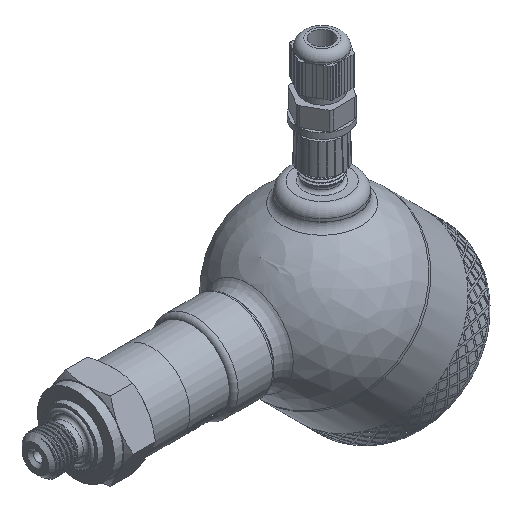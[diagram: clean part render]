
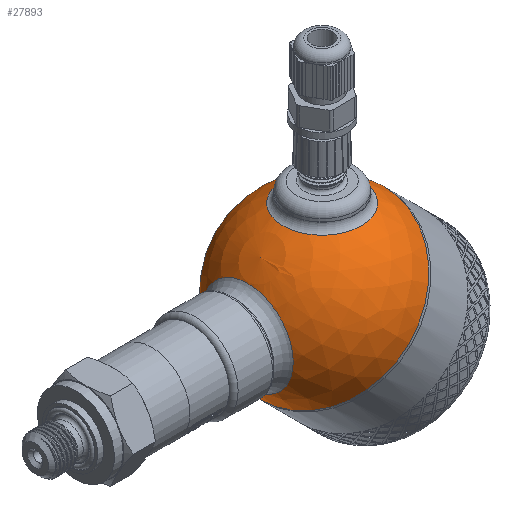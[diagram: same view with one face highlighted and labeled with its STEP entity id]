
A CAD part, isometric view. The second image highlights one B-rep face of the part: STEP entity #27893.
In plain terms, the highlighted spherical face has radius 30 mm.
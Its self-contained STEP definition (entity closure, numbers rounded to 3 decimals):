
#65=SPHERICAL_SURFACE('',#29577,30.);
#174=FACE_BOUND('',#3927,.T.);
#175=FACE_BOUND('',#3928,.T.);
#2152=FACE_OUTER_BOUND('',#3926,.T.);
#3926=EDGE_LOOP('',(#20278,#20279,#20280,#20281));
#3927=EDGE_LOOP('',(#20282));
#3928=EDGE_LOOP('',(#20283));
#5590=CIRCLE('',#29500,30.);
#5591=CIRCLE('',#29501,30.);
#5618=CIRCLE('',#29573,13.5);
#5621=CIRCLE('',#29578,30.);
#5622=CIRCLE('',#29579,15.643);
#11102=VERTEX_POINT('',#38443);
#11103=VERTEX_POINT('',#38445);
#11630=VERTEX_POINT('',#45209);
#11632=VERTEX_POINT('',#45216);
#11633=VERTEX_POINT('',#45218);
#14089=EDGE_CURVE('',#11102,#11103,#5590,.T.);
#14090=EDGE_CURVE('',#11103,#11102,#5591,.T.);
#14883=EDGE_CURVE('',#11630,#11630,#5618,.T.);
#14886=EDGE_CURVE('',#11103,#11632,#5621,.T.);
#14887=EDGE_CURVE('',#11633,#11633,#5622,.T.);
#20278=ORIENTED_EDGE('',*,*,#14090,.F.);
#20279=ORIENTED_EDGE('',*,*,#14886,.T.);
#20280=ORIENTED_EDGE('',*,*,#14886,.F.);
#20281=ORIENTED_EDGE('',*,*,#14089,.F.);
#20282=ORIENTED_EDGE('',*,*,#14887,.F.);
#20283=ORIENTED_EDGE('',*,*,#14883,.F.);
#27893=ADVANCED_FACE('',(#2152,#174,#175),#65,.T.);
#29500=AXIS2_PLACEMENT_3D('',#38446,#31046,#31047);
#29501=AXIS2_PLACEMENT_3D('',#38447,#31048,#31049);
#29573=AXIS2_PLACEMENT_3D('',#45210,#31470,#31471);
#29577=AXIS2_PLACEMENT_3D('',#45215,#31478,#31479);
#29578=AXIS2_PLACEMENT_3D('',#45217,#31480,#31481);
#29579=AXIS2_PLACEMENT_3D('',#45219,#31482,#31483);
#31046=DIRECTION('center_axis',(1.,0.,0.));
#31047=DIRECTION('ref_axis',(0.,1.,0.));
#31048=DIRECTION('center_axis',(1.,0.,0.));
#31049=DIRECTION('ref_axis',(0.,1.,0.));
#31470=DIRECTION('center_axis',(-0.707,0.,-0.707));
#31471=DIRECTION('ref_axis',(-0.707,0.,0.707));
#31478=DIRECTION('center_axis',(1.,0.,0.));
#31479=DIRECTION('ref_axis',(0.,-1.,0.));
#31480=DIRECTION('center_axis',(0.,0.,1.));
#31481=DIRECTION('ref_axis',(0.,1.,0.));
#31482=DIRECTION('center_axis',(-0.707,0.,0.707));
#31483=DIRECTION('ref_axis',(0.707,0.,0.707));
#38443=CARTESIAN_POINT('',(0.,-30.,0.));
#38445=CARTESIAN_POINT('',(0.,30.,0.));
#38446=CARTESIAN_POINT('Origin',(0.,0.,0.));
#38447=CARTESIAN_POINT('Origin',(0.,0.,0.));
#45209=CARTESIAN_POINT('',(-9.398,0.,-28.49));
#45210=CARTESIAN_POINT('Origin',(-18.944,0.,-18.944));
#45215=CARTESIAN_POINT('Origin',(0.,0.,0.));
#45216=CARTESIAN_POINT('',(-30.,0.,0.));
#45217=CARTESIAN_POINT('Origin',(0.,0.,0.));
#45218=CARTESIAN_POINT('',(-29.162,0.,7.04));
#45219=CARTESIAN_POINT('Origin',(-18.101,0.,18.101));
